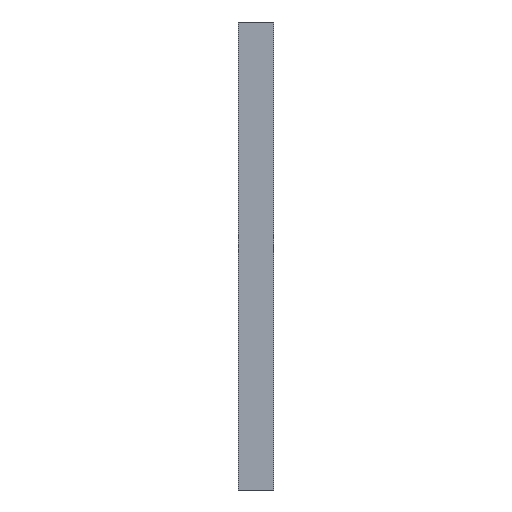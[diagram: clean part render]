
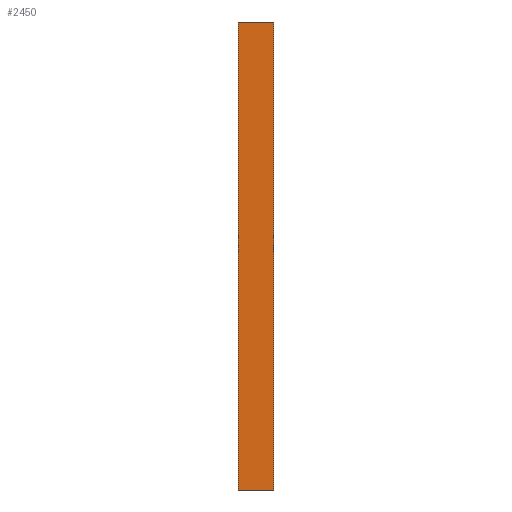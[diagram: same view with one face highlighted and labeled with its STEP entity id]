
A CAD part, left-side view. The second image highlights one B-rep face of the part: STEP entity #2450.
In plain terms, the highlighted planar face has unit normal (-1, 0, 0).
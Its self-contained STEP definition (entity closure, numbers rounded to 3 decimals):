
#274 = EDGE_CURVE ( 'NONE', #609, #9571, #14410, .T. ) ;
#333 = VECTOR ( 'NONE', #14048, 1000. ) ;
#609 = VERTEX_POINT ( 'NONE', #12535 ) ;
#762 = EDGE_CURVE ( 'NONE', #3361, #9571, #6131, .T. ) ;
#1058 = PLANE ( 'NONE',  #14066 ) ;
#1083 = ORIENTED_EDGE ( 'NONE', *, *, #2271, .F. ) ;
#1145 = ORIENTED_EDGE ( 'NONE', *, *, #762, .F. ) ;
#1166 = DIRECTION ( 'NONE',  ( 0., -1., 0. ) ) ;
#2038 = EDGE_CURVE ( 'NONE', #5740, #609, #9464, .T. ) ;
#2271 = EDGE_CURVE ( 'NONE', #5740, #3361, #14364, .T. ) ;
#2450 = ADVANCED_FACE ( 'NONE', ( #9450 ), #1058, .F. ) ;
#3019 = ORIENTED_EDGE ( 'NONE', *, *, #2038, .T. ) ;
#3361 = VERTEX_POINT ( 'NONE', #5004 ) ;
#3834 = VECTOR ( 'NONE', #10365, 1000. ) ;
#3919 = DIRECTION ( 'NONE',  ( 0., 0., 1. ) ) ;
#4381 = DIRECTION ( 'NONE',  ( 0., 0., -1. ) ) ;
#5004 = CARTESIAN_POINT ( 'NONE',  ( -100., 15., 100. ) ) ;
#5740 = VERTEX_POINT ( 'NONE', #11348 ) ;
#6131 = LINE ( 'NONE', #11209, #12437 ) ;
#7272 = CARTESIAN_POINT ( 'NONE',  ( -100., 0., -100. ) ) ;
#7556 = ORIENTED_EDGE ( 'NONE', *, *, #274, .T. ) ;
#8069 = CARTESIAN_POINT ( 'NONE',  ( -100., 15., -100. ) ) ;
#9450 = FACE_OUTER_BOUND ( 'NONE', #11257, .T. ) ;
#9464 = LINE ( 'NONE', #8069, #3834 ) ;
#9571 = VERTEX_POINT ( 'NONE', #11161 ) ;
#9799 = VECTOR ( 'NONE', #3919, 1000. ) ;
#10020 = CARTESIAN_POINT ( 'NONE',  ( -100., 15., -100. ) ) ;
#10365 = DIRECTION ( 'NONE',  ( 0., -1., 0. ) ) ;
#11100 = DIRECTION ( 'NONE',  ( 1., 0., 0. ) ) ;
#11161 = CARTESIAN_POINT ( 'NONE',  ( -100., 0., 100. ) ) ;
#11209 = CARTESIAN_POINT ( 'NONE',  ( -100., 15., 100. ) ) ;
#11257 = EDGE_LOOP ( 'NONE', ( #7556, #1145, #1083, #3019 ) ) ;
#11348 = CARTESIAN_POINT ( 'NONE',  ( -100., 15., -100. ) ) ;
#11886 = CARTESIAN_POINT ( 'NONE',  ( -100., 15., -100. ) ) ;
#12437 = VECTOR ( 'NONE', #1166, 1000. ) ;
#12535 = CARTESIAN_POINT ( 'NONE',  ( -100., 0., -100. ) ) ;
#14048 = DIRECTION ( 'NONE',  ( 0., 0., 1. ) ) ;
#14066 = AXIS2_PLACEMENT_3D ( 'NONE', #10020, #11100, #4381 ) ;
#14364 = LINE ( 'NONE', #11886, #333 ) ;
#14410 = LINE ( 'NONE', #7272, #9799 ) ;
